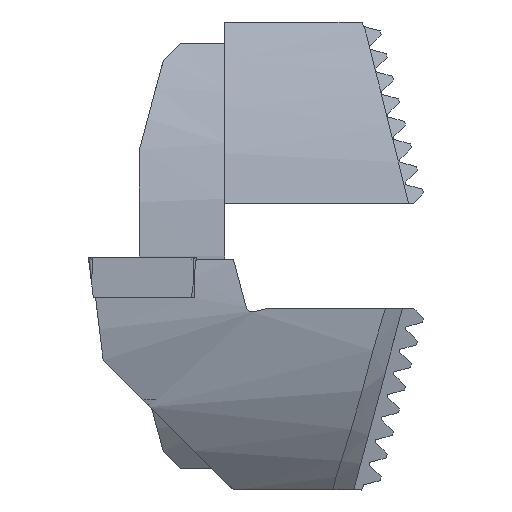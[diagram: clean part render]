
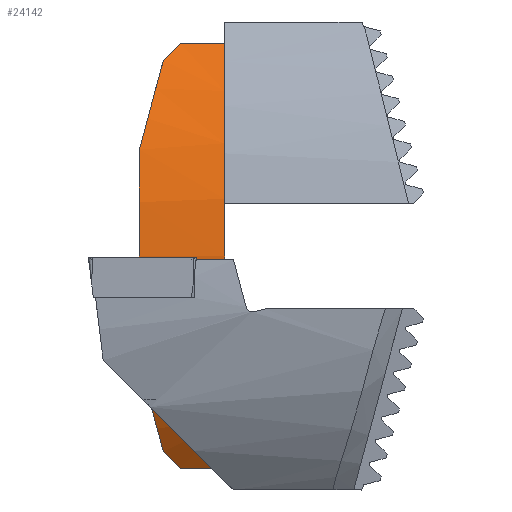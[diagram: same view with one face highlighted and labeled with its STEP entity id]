
A CAD part, left-side view. The second image highlights one B-rep face of the part: STEP entity #24142.
In plain terms, the highlighted cylindrical face has radius 40 mm (diameter 80 mm), a partial arc.
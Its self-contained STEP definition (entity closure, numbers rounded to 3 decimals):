
#741 = CARTESIAN_POINT ( 'NONE',  ( 10., 0., 0.025 ) ) ;
#1614 = CARTESIAN_POINT ( 'NONE',  ( 8.051, -19.773, -34.969 ) ) ;
#1857 = CARTESIAN_POINT ( 'NONE',  ( 8.051, 19.773, -34.969 ) ) ;
#2001 = CARTESIAN_POINT ( 'NONE',  ( 10., 0., 0.025 ) ) ;
#2702 = DIRECTION ( 'NONE',  ( -1., 0., 0. ) ) ;
#2952 = EDGE_CURVE ( 'NONE', #19083, #26257, #3356, .T. ) ;
#3133 = EDGE_LOOP ( 'NONE', ( #10059, #12408, #10647, #11004, #4615, #6038, #17417, #15396 ) ) ;
#3351 = CIRCLE ( 'NONE', #13522, 40. ) ;
#3356 = CIRCLE ( 'NONE', #26186, 40. ) ;
#3539 = VERTEX_POINT ( 'NONE', #13131 ) ;
#3706 = DIRECTION ( 'NONE',  ( 1., 0., 0. ) ) ;
#3982 = CARTESIAN_POINT ( 'NONE',  ( 7.187, 23., -32.701 ) ) ;
#4480 = CARTESIAN_POINT ( 'NONE',  ( 7.187, -23., -32.701 ) ) ;
#4529 = EDGE_CURVE ( 'NONE', #26257, #7618, #26575, .T. ) ;
#4547 =( BOUNDED_CURVE ( )  B_SPLINE_CURVE ( 3, ( #3982, #1857, #6152, #20994 ),
 .UNSPECIFIED., .F., .T. ) 
 B_SPLINE_CURVE_WITH_KNOTS ( ( 4, 4 ),
 ( 0.958, 1.253 ),
 .UNSPECIFIED. ) 
 CURVE ( )  GEOMETRIC_REPRESENTATION_ITEM ( )  RATIONAL_B_SPLINE_CURVE ( ( 1., 0.993, 0.993, 1. ) ) 
 REPRESENTATION_ITEM ( '' )  );
#4615 = ORIENTED_EDGE ( 'NONE', *, *, #22130, .T. ) ;
#4775 = EDGE_CURVE ( 'NONE', #14876, #18503, #21149, .T. ) ;
#4965 = DIRECTION ( 'NONE',  ( -1., 0., 0. ) ) ;
#5171 = CARTESIAN_POINT ( 'NONE',  ( 10., -12.5, -37.972 ) ) ;
#6011 = CARTESIAN_POINT ( 'NONE',  ( 0., -25., -31.2 ) ) ;
#6038 = ORIENTED_EDGE ( 'NONE', *, *, #15518, .T. ) ;
#6152 = CARTESIAN_POINT ( 'NONE',  ( 8.996, 16.247, -36.739 ) ) ;
#6947 = CARTESIAN_POINT ( 'NONE',  ( 10., -25., -31.2 ) ) ;
#7490 = LINE ( 'NONE', #20726, #18808 ) ;
#7618 = VERTEX_POINT ( 'NONE', #12960 ) ;
#9672 = CARTESIAN_POINT ( 'NONE',  ( 0., 25., -31.2 ) ) ;
#9785 = FACE_OUTER_BOUND ( 'NONE', #3133, .T. ) ;
#10059 = ORIENTED_EDGE ( 'NONE', *, *, #10266, .T. ) ;
#10266 = EDGE_CURVE ( 'NONE', #7618, #14876, #18250, .T. ) ;
#10647 = ORIENTED_EDGE ( 'NONE', *, *, #25667, .F. ) ;
#10740 =( BOUNDED_CURVE ( )  B_SPLINE_CURVE ( 3, ( #22600, #22511, #24652, #12055 ),
 .UNSPECIFIED., .F., .T. ) 
 B_SPLINE_CURVE_WITH_KNOTS ( ( 4, 4 ),
 ( 0.896, 0.958 ),
 .UNSPECIFIED. ) 
 CURVE ( )  GEOMETRIC_REPRESENTATION_ITEM ( )  RATIONAL_B_SPLINE_CURVE ( ( 1., 1., 1., 1. ) ) 
 REPRESENTATION_ITEM ( '' )  );
#11004 = ORIENTED_EDGE ( 'NONE', *, *, #14207, .T. ) ;
#11104 = CARTESIAN_POINT ( 'NONE',  ( 5.187, 25., -31.2 ) ) ;
#11415 = CARTESIAN_POINT ( 'NONE',  ( 8.996, -16.247, -36.739 ) ) ;
#12055 = CARTESIAN_POINT ( 'NONE',  ( 7.187, 23., -32.701 ) ) ;
#12225 = VERTEX_POINT ( 'NONE', #9672 ) ;
#12408 = ORIENTED_EDGE ( 'NONE', *, *, #4775, .T. ) ;
#12927 = CARTESIAN_POINT ( 'NONE',  ( 10., -12.5, -37.972 ) ) ;
#12960 = CARTESIAN_POINT ( 'NONE',  ( 7.187, -23., -32.701 ) ) ;
#13131 = CARTESIAN_POINT ( 'NONE',  ( 7.187, 23., -32.701 ) ) ;
#13437 = CARTESIAN_POINT ( 'NONE',  ( 5.837, -24.349, -31.721 ) ) ;
#13522 = AXIS2_PLACEMENT_3D ( 'NONE', #15455, #2702, #17602 ) ;
#13561 = CARTESIAN_POINT ( 'NONE',  ( 6.504, -23.682, -32.222 ) ) ;
#13592 = CARTESIAN_POINT ( 'NONE',  ( 7.187, -23., -32.701 ) ) ;
#13917 = CARTESIAN_POINT ( 'NONE',  ( 5.187, -25., -31.2 ) ) ;
#14207 = EDGE_CURVE ( 'NONE', #12225, #25009, #7490, .T. ) ;
#14876 = VERTEX_POINT ( 'NONE', #23306 ) ;
#15396 = ORIENTED_EDGE ( 'NONE', *, *, #4529, .T. ) ;
#15455 = CARTESIAN_POINT ( 'NONE',  ( 0., 0., 0.025 ) ) ;
#15518 = EDGE_CURVE ( 'NONE', #3539, #19083, #4547, .T. ) ;
#16858 = CARTESIAN_POINT ( 'NONE',  ( 10., 12.5, -37.972 ) ) ;
#17417 = ORIENTED_EDGE ( 'NONE', *, *, #2952, .T. ) ;
#17602 = DIRECTION ( 'NONE',  ( 0., -1., 0. ) ) ;
#18250 =( BOUNDED_CURVE ( )  B_SPLINE_CURVE ( 3, ( #13592, #13561, #13437, #13917 ),
 .UNSPECIFIED., .F., .T. ) 
 B_SPLINE_CURVE_WITH_KNOTS ( ( 4, 4 ),
 ( 5.325, 5.388 ),
 .UNSPECIFIED. ) 
 CURVE ( )  GEOMETRIC_REPRESENTATION_ITEM ( )  RATIONAL_B_SPLINE_CURVE ( ( 1., 1., 1., 1. ) ) 
 REPRESENTATION_ITEM ( '' )  );
#18503 = VERTEX_POINT ( 'NONE', #6011 ) ;
#18808 = VECTOR ( 'NONE', #3706, 1000. ) ;
#19083 = VERTEX_POINT ( 'NONE', #16858 ) ;
#19816 = DIRECTION ( 'NONE',  ( -1., 0., 0. ) ) ;
#20175 = DIRECTION ( 'NONE',  ( 0., -1., 0. ) ) ;
#20384 = CYLINDRICAL_SURFACE ( 'NONE', #26750, 40. ) ;
#20502 = VECTOR ( 'NONE', #4965, 1000. ) ;
#20726 = CARTESIAN_POINT ( 'NONE',  ( 10., 25., -31.2 ) ) ;
#20994 = CARTESIAN_POINT ( 'NONE',  ( 10., 12.5, -37.972 ) ) ;
#21149 = LINE ( 'NONE', #6947, #20502 ) ;
#22130 = EDGE_CURVE ( 'NONE', #25009, #3539, #10740, .T. ) ;
#22511 = CARTESIAN_POINT ( 'NONE',  ( 5.837, 24.349, -31.721 ) ) ;
#22600 = CARTESIAN_POINT ( 'NONE',  ( 5.187, 25., -31.2 ) ) ;
#23306 = CARTESIAN_POINT ( 'NONE',  ( 5.187, -25., -31.2 ) ) ;
#23965 = DIRECTION ( 'NONE',  ( 0., -1., 0. ) ) ;
#24142 = ADVANCED_FACE ( 'NONE', ( #9785 ), #20384, .T. ) ;
#24652 = CARTESIAN_POINT ( 'NONE',  ( 6.504, 23.682, -32.222 ) ) ;
#25009 = VERTEX_POINT ( 'NONE', #11104 ) ;
#25667 = EDGE_CURVE ( 'NONE', #12225, #18503, #3351, .T. ) ;
#25988 = DIRECTION ( 'NONE',  ( -1., 0., 0. ) ) ;
#26186 = AXIS2_PLACEMENT_3D ( 'NONE', #2001, #25988, #20175 ) ;
#26257 = VERTEX_POINT ( 'NONE', #5171 ) ;
#26575 =( BOUNDED_CURVE ( )  B_SPLINE_CURVE ( 3, ( #12927, #11415, #1614, #4480 ),
 .UNSPECIFIED., .F., .F. ) 
 B_SPLINE_CURVE_WITH_KNOTS ( ( 4, 4 ),
 ( 5.03, 5.325 ),
 .UNSPECIFIED. ) 
 CURVE ( )  GEOMETRIC_REPRESENTATION_ITEM ( )  RATIONAL_B_SPLINE_CURVE ( ( 1., 0.993, 0.993, 1. ) ) 
 REPRESENTATION_ITEM ( '' )  );
#26750 = AXIS2_PLACEMENT_3D ( 'NONE', #741, #19816, #23965 ) ;
